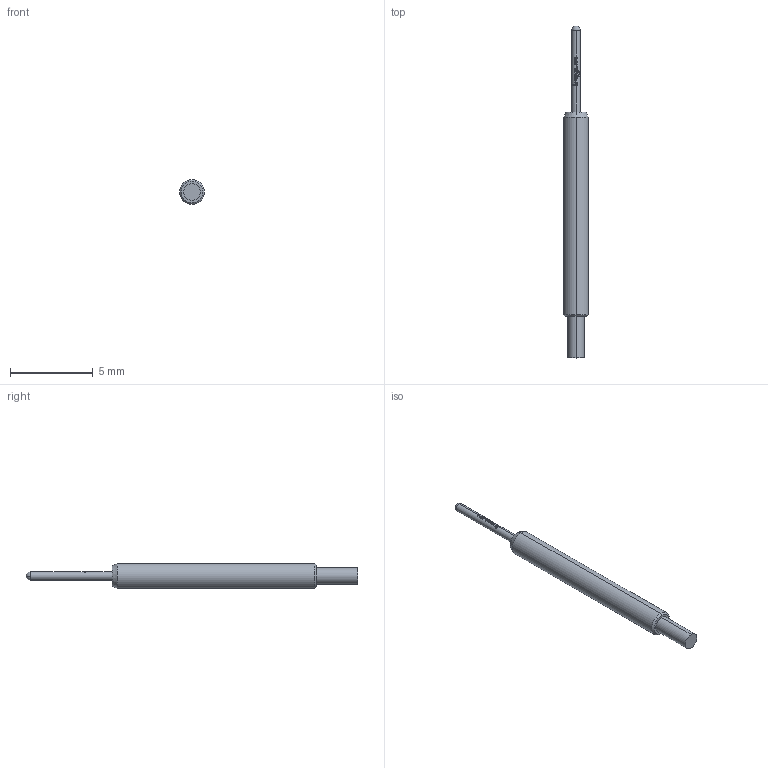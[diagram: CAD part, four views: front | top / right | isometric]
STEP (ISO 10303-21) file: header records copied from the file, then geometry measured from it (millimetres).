
FILE_DESCRIPTION (( 'STEP AP203' ), '1' );
FILE_NAME ('INGUN_GKS-941_305_050_A_xx00_L.STEP', '2021-09-14T12:09:36', ( 'ochi' ), ( '' ), 'SwSTEP 2.0', 'SolidWorks 2018', '' );
FILE_SCHEMA (( 'CONFIG_CONTROL_DESIGN' ));
Length unit declared in the file: millimetre
Products named in the file (1): INGUN_GKS-941_305_050_A_xx00_L
Bounding box: 1.5 x 20 x 1.5 mm (x, y, z)
Volume: 24.6 mm3; surface area: 76.5 mm2
Topology: 1 solids, 1 shells, 96 faces, 272 edges, 179 vertices
Faces by surface type: plane 43, cylinder 25, bspline 22, cone 4, sphere 2
Entity records: 3435 total; most frequent: CARTESIAN_POINT 1016, ORIENTED_EDGE 540, DIRECTION 430, EDGE_CURVE 270, VERTEX_POINT 179, AXIS2_PLACEMENT_3D 171, EDGE_LOOP 99, FACE_OUTER_BOUND 96
